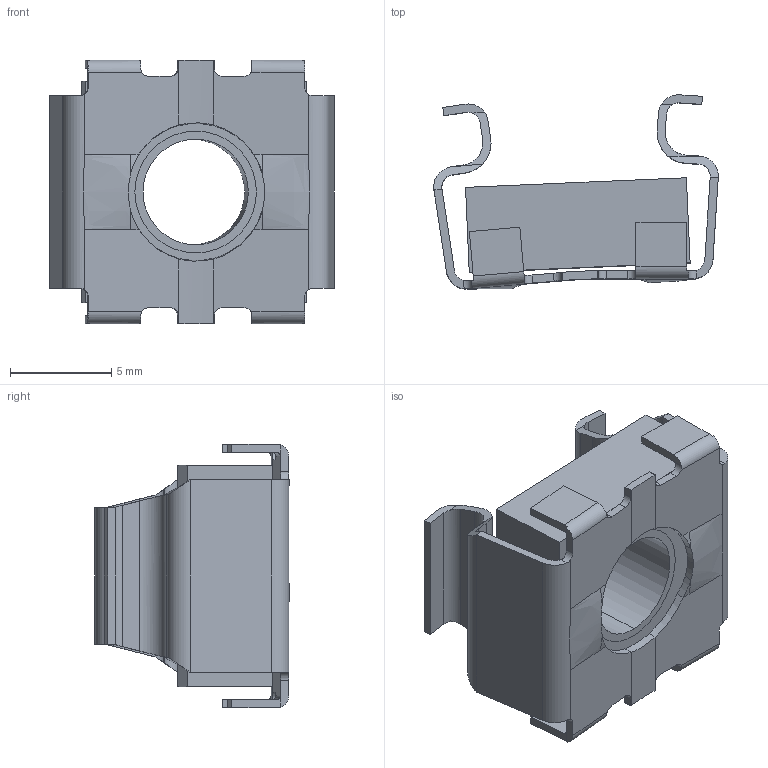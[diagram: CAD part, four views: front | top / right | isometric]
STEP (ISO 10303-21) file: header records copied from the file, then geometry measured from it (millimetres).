
FILE_DESCRIPTION((''),'2;1');
FILE_NAME('NSYCN9M625','2015-06-29T',('SESA6369'),('Schneider-Electric'),'PRO/ENGINEER BY PARAMETRIC TECHNOLOGY CORPORATION, 2011410','PRO/ENGINEER BY PARAMETRIC TECHNOLOGY CORPORATION, 2011410','');
FILE_SCHEMA(('CONFIG_CONTROL_DESIGN'));
Length unit declared in the file: millimetre
Products named in the file (1): NSYCN9M625
Bounding box: 14.03 x 9.57 x 13 mm (x, y, z)
Volume: 542.9 mm3; surface area: 1247.1 mm2
Topology: 2 solids, 3 shells, 156 faces, 418 edges, 264 vertices
Faces by surface type: plane 86, cylinder 52, bspline 18
Entity records: 5780 total; most frequent: CARTESIAN_POINT 1985, ORIENTED_EDGE 832, DIRECTION 698, EDGE_CURVE 418, VECTOR 268, LINE 268, VERTEX_POINT 264, AXIS2_PLACEMENT_3D 215
